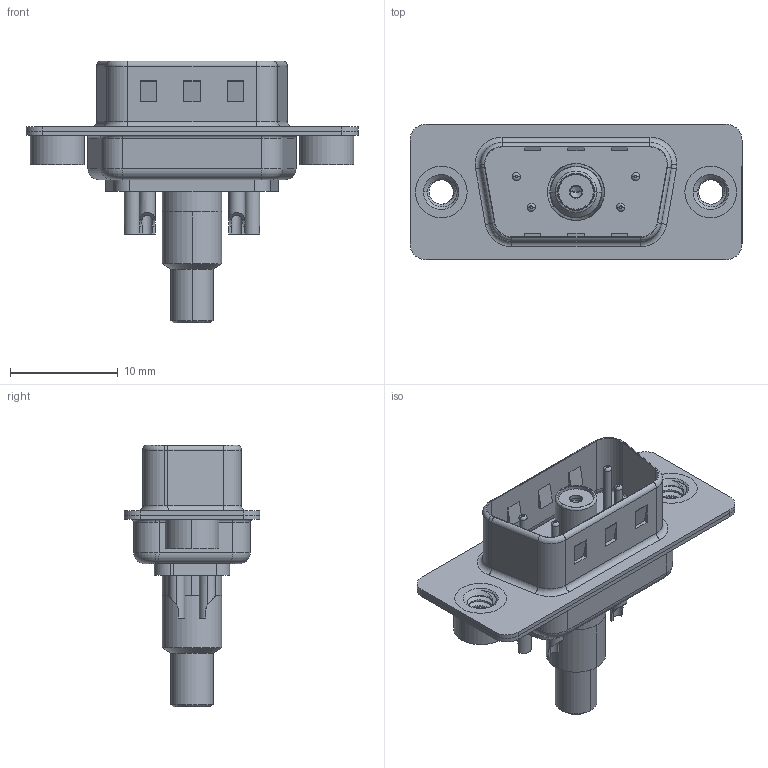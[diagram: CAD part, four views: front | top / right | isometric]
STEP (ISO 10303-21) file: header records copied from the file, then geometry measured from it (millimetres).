
FILE_DESCRIPTION (( 'STEP AP203' ), '1' );
FILE_NAME ('627-5W1-222-5N2.STEP', '2019-05-24T06:35:46', ( '' ), ( '' ), 'SwSTEP 2.0', 'SolidWorks 2016', '' );
FILE_SCHEMA (( 'CONFIG_CONTROL_DESIGN' ));
Length unit declared in the file: millimetre
Products named in the file (14): 627Combo Shell Rear_09 Contacts; Co-Ax Jack Assy_SC; 627Combo Shell Front_09 Contacts; 627Combo Contact Row 1_22; 627Combo Threaded Rivet_2; 627Combo Contact Row 2_22; Co-Ax Jack_Solder Cup Tail; 627-5W1-222-5N2; Insulator Socket; Insulator Socket 2; Locking Collar; Socket_Solder Cup; 627Combo Housing_5W1; Solder Cover
Assembly tree (16 placements, depth 3):
  627-5W1-222-5N2
    627Combo Housing_5W1
    627Combo Shell Rear_09 Contacts
    627Combo Shell Front_09 Contacts
    627Combo Threaded Rivet_2  x2
    Co-Ax Jack Assy_SC
      Co-Ax Jack_Solder Cup Tail
      Insulator Socket
      Insulator Socket 2
      Locking Collar
      Socket_Solder Cup
      Solder Cover
    627Combo Contact Row 1_22  x2
    627Combo Contact Row 2_22  x2
Bounding box: 30.8 x 12.6 x 24.3 mm (x, y, z)
Volume: 1443.7 mm3; surface area: 4416.9 mm2
Topology: 15 solids, 15 shells, 582 faces, 1382 edges, 854 vertices
Faces by surface type: cylinder 257, plane 183, torus 94, cone 40, bspline 8
Entity records: 17367 total; most frequent: CARTESIAN_POINT 4127, DIRECTION 2629, ORIENTED_EDGE 2318, EDGE_CURVE 1159, AXIS2_PLACEMENT_3D 1045, VERTEX_POINT 724, EDGE_LOOP 569, CIRCLE 539
